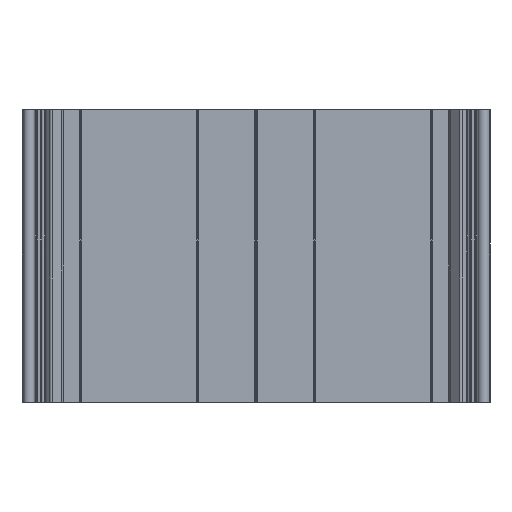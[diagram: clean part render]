
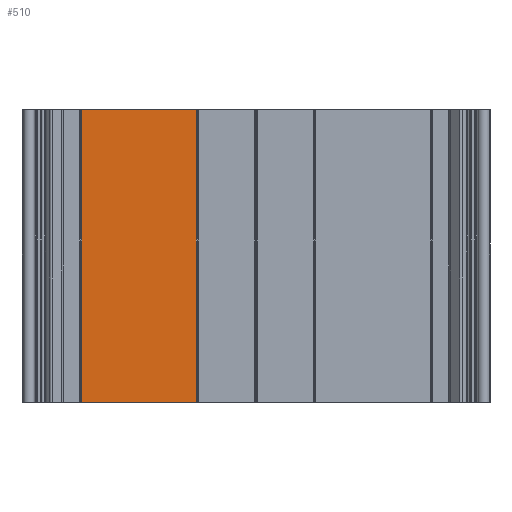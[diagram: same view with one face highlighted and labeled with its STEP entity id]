
A CAD part, top view. The second image highlights one B-rep face of the part: STEP entity #510.
In plain terms, the highlighted planar face has unit normal (0, 0, 1).
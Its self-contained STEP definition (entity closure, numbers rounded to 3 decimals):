
#510 = ADVANCED_FACE( '', ( #1079 ), #1080, .F. );
#1079 = FACE_OUTER_BOUND( '', #1704, .T. );
#1080 = PLANE( '', #1705 );
#1704 = EDGE_LOOP( '', ( #3423, #3424, #3425, #3426 ) );
#1705 = AXIS2_PLACEMENT_3D( '', #3427, #3428, #3429 );
#3423 = ORIENTED_EDGE( '', *, *, #4310, .T. );
#3424 = ORIENTED_EDGE( '', *, *, #4684, .F. );
#3425 = ORIENTED_EDGE( '', *, *, #4435, .F. );
#3426 = ORIENTED_EDGE( '', *, *, #4087, .T. );
#3427 = CARTESIAN_POINT( '', ( -59.6, 100., -5.75 ) );
#3428 = DIRECTION( '', ( 0., 0., -1. ) );
#3429 = DIRECTION( '', ( 0., 1., 0. ) );
#4087 = EDGE_CURVE( '', #5009, #5007, #5010, .T. );
#4310 = EDGE_CURVE( '', #5007, #5400, #5402, .T. );
#4435 = EDGE_CURVE( '', #5009, #5581, #5582, .T. );
#4684 = EDGE_CURVE( '', #5581, #5400, #5910, .T. );
#5007 = VERTEX_POINT( '', #6312 );
#5009 = VERTEX_POINT( '', #6314 );
#5010 = LINE( '', #6315, #6316 );
#5400 = VERTEX_POINT( '', #6806 );
#5402 = LINE( '', #6808, #6809 );
#5581 = VERTEX_POINT( '', #7053 );
#5582 = LINE( '', #7054, #7055 );
#5910 = LINE( '', #7505, #7506 );
#6312 = CARTESIAN_POINT( '', ( -59.6, 0., -5.75 ) );
#6314 = CARTESIAN_POINT( '', ( -59.6, 100., -5.75 ) );
#6315 = CARTESIAN_POINT( '', ( -59.6, 100., -5.75 ) );
#6316 = VECTOR( '', #7774, 1000. );
#6806 = CARTESIAN_POINT( '', ( -20.4, 0., -5.75 ) );
#6808 = CARTESIAN_POINT( '', ( -59.6, 0., -5.75 ) );
#6809 = VECTOR( '', #8193, 1000. );
#7053 = CARTESIAN_POINT( '', ( -20.4, 100., -5.75 ) );
#7054 = CARTESIAN_POINT( '', ( -59.6, 100., -5.75 ) );
#7055 = VECTOR( '', #8337, 1000. );
#7505 = CARTESIAN_POINT( '', ( -20.4, 100., -5.75 ) );
#7506 = VECTOR( '', #8649, 1000. );
#7774 = DIRECTION( '', ( 0., -1., 0. ) );
#8193 = DIRECTION( '', ( 1., 0., 0. ) );
#8337 = DIRECTION( '', ( 1., 0., 0. ) );
#8649 = DIRECTION( '', ( 0., -1., 0. ) );
